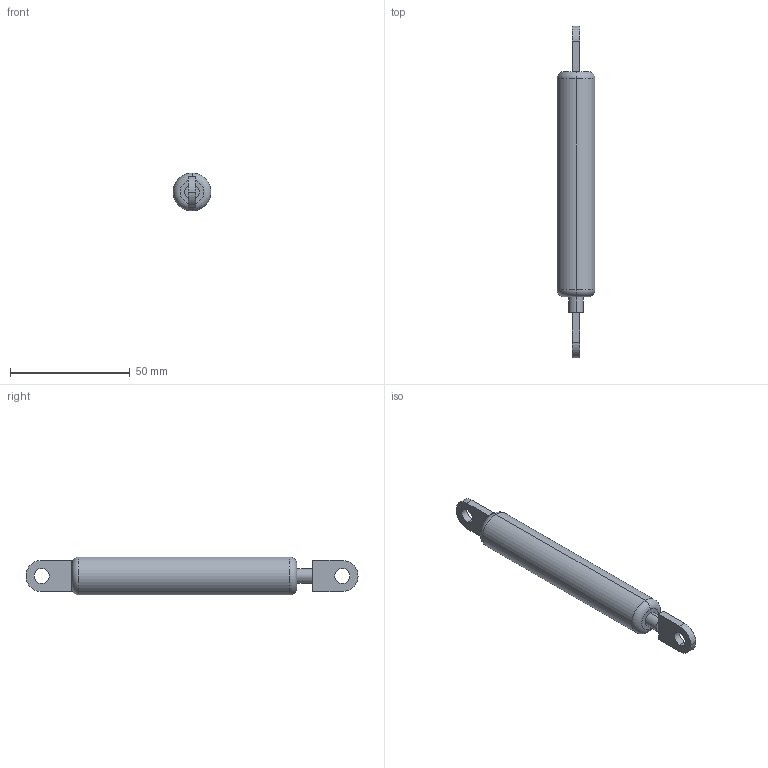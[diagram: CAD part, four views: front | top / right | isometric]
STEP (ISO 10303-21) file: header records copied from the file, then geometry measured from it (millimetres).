
FILE_DESCRIPTION (( 'STEP AP214' ), '1' );
FILE_NAME ('35469~1.STEP', '2020-02-17T12:16:22', ( '' ), ( '' ), 'SwSTEP 2.0', 'SolidWorks 2018', '' );
FILE_SCHEMA (( 'AUTOMOTIVE_DESIGN' ));
Length unit declared in the file: millimetre
Products named in the file (1): 35469~1
Bounding box: 15.8 x 138.5 x 15.8 mm (x, y, z)
Volume: 19626.4 mm3; surface area: 6213.8 mm2
Topology: 1 solids, 1 shells, 34 faces, 81 edges, 50 vertices
Faces by surface type: plane 18, cylinder 12, torus 4
Entity records: 1185 total; most frequent: DIRECTION 191, CARTESIAN_POINT 166, ORIENTED_EDGE 162, EDGE_CURVE 81, AXIS2_PLACEMENT_3D 75, VERTEX_POINT 50, VECTOR 41, LINE 41
